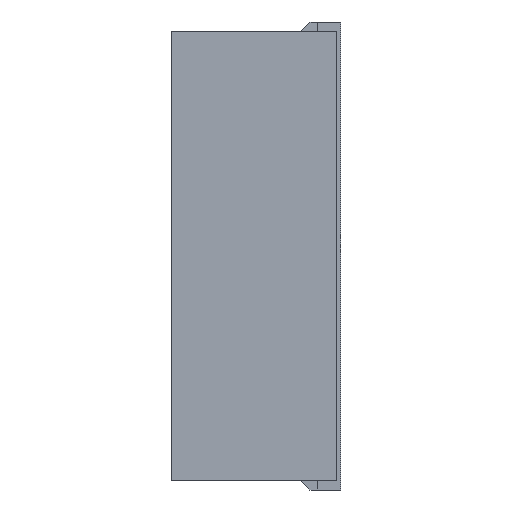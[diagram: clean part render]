
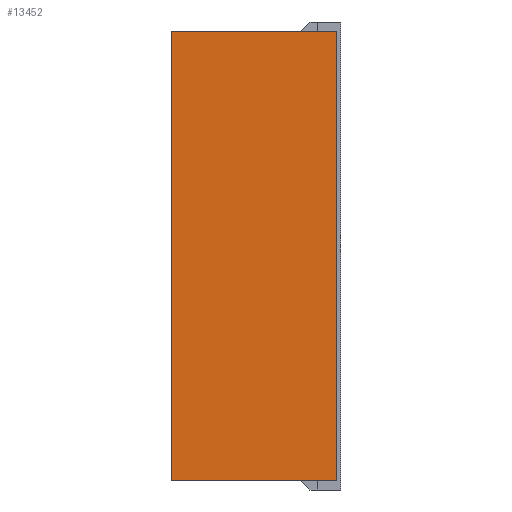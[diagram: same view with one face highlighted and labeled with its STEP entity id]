
A CAD part, left-side view. The second image highlights one B-rep face of the part: STEP entity #13452.
In plain terms, the highlighted planar face has unit normal (-1, 0, 0).
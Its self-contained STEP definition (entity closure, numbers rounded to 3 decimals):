
#1013 = CARTESIAN_POINT ( 'NONE',  ( -22.466, 0., -29.909 ) ) ;
#1228 = ORIENTED_EDGE ( 'NONE', *, *, #13393, .F. ) ;
#2459 = ORIENTED_EDGE ( 'NONE', *, *, #5925, .T. ) ;
#3430 = VECTOR ( 'NONE', #11633, 1000. ) ;
#4010 = CARTESIAN_POINT ( 'NONE',  ( -22.466, 0., 29.909 ) ) ;
#4130 = VECTOR ( 'NONE', #6411, 1000. ) ;
#4133 = VERTEX_POINT ( 'NONE', #9457 ) ;
#4151 = CARTESIAN_POINT ( 'NONE',  ( -22.466, 0., -29.883 ) ) ;
#4176 = DIRECTION ( 'NONE',  ( 0., 0., 1. ) ) ;
#5077 = FACE_OUTER_BOUND ( 'NONE', #8407, .T. ) ;
#5709 = VECTOR ( 'NONE', #6220, 1000. ) ;
#5887 = ORIENTED_EDGE ( 'NONE', *, *, #6084, .T. ) ;
#5925 = EDGE_CURVE ( 'NONE', #7689, #6975, #7151, .T. ) ;
#6084 = EDGE_CURVE ( 'NONE', #4133, #7689, #6969, .T. ) ;
#6220 = DIRECTION ( 'NONE',  ( 0., 0., 1. ) ) ;
#6411 = DIRECTION ( 'NONE',  ( 0., 0., 1. ) ) ;
#6798 = CARTESIAN_POINT ( 'NONE',  ( -22.466, 22.022, 29.909 ) ) ;
#6969 = LINE ( 'NONE', #1013, #4130 ) ;
#6975 = VERTEX_POINT ( 'NONE', #6798 ) ;
#7151 = LINE ( 'NONE', #4010, #12529 ) ;
#7346 = PLANE ( 'NONE',  #8752 ) ;
#7433 = EDGE_CURVE ( 'NONE', #4133, #8006, #11644, .T. ) ;
#7689 = VERTEX_POINT ( 'NONE', #12003 ) ;
#8006 = VERTEX_POINT ( 'NONE', #8803 ) ;
#8265 = DIRECTION ( 'NONE',  ( 0., 1., 0. ) ) ;
#8407 = EDGE_LOOP ( 'NONE', ( #1228, #11632, #5887, #2459 ) ) ;
#8437 = CARTESIAN_POINT ( 'NONE',  ( -22.466, 0., -29.909 ) ) ;
#8578 = LINE ( 'NONE', #12656, #5709 ) ;
#8752 = AXIS2_PLACEMENT_3D ( 'NONE', #8437, #10600, #4176 ) ;
#8803 = CARTESIAN_POINT ( 'NONE',  ( -22.466, 22.022, -29.883 ) ) ;
#9457 = CARTESIAN_POINT ( 'NONE',  ( -22.466, 0., -29.883 ) ) ;
#10600 = DIRECTION ( 'NONE',  ( -1., 0., 0. ) ) ;
#11632 = ORIENTED_EDGE ( 'NONE', *, *, #7433, .F. ) ;
#11633 = DIRECTION ( 'NONE',  ( 0., 1., 0. ) ) ;
#11644 = LINE ( 'NONE', #4151, #3430 ) ;
#12003 = CARTESIAN_POINT ( 'NONE',  ( -22.466, 0., 29.909 ) ) ;
#12529 = VECTOR ( 'NONE', #8265, 1000. ) ;
#12656 = CARTESIAN_POINT ( 'NONE',  ( -22.466, 22.022, -14.954 ) ) ;
#13393 = EDGE_CURVE ( 'NONE', #8006, #6975, #8578, .T. ) ;
#13452 = ADVANCED_FACE ( 'NONE', ( #5077 ), #7346, .T. ) ;
